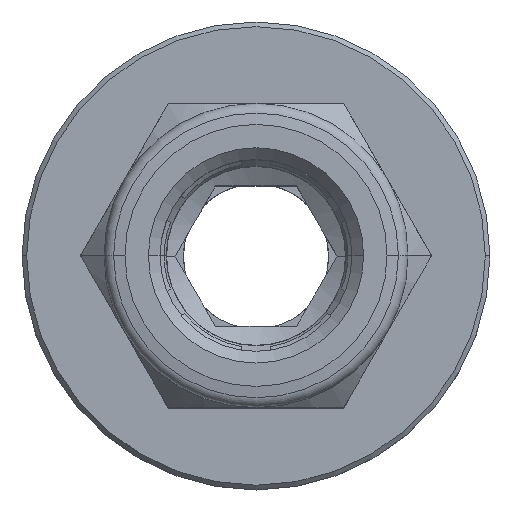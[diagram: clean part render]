
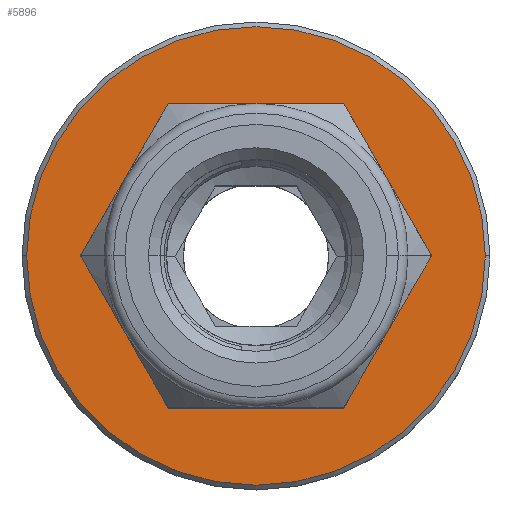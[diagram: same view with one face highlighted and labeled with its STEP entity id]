
A CAD part, top view. The second image highlights one B-rep face of the part: STEP entity #5896.
In plain terms, the highlighted planar face has unit normal (0, 0, 1).
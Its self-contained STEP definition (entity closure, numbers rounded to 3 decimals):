
#2925=CARTESIAN_POINT('',(-2.015,17.336,11.176));
#2926=VERTEX_POINT('',#2925);
#2935=CARTESIAN_POINT('',(7.785,27.136,11.176));
#2936=VERTEX_POINT('',#2935);
#2937=CARTESIAN_POINT('',(7.785,17.336,11.176));
#2938=DIRECTION('',(0.0,0.0,1.0));
#2939=DIRECTION('',(-1.,-0.001,0.0));
#2940=AXIS2_PLACEMENT_3D('',#2937,#2938,#2939);
#2941=CIRCLE('',#2940,9.8);
#2942=EDGE_CURVE('',#2936,#2926,#2941,.T.);
#2944=CARTESIAN_POINT('',(17.585,17.336,11.176));
#2945=VERTEX_POINT('',#2944);
#2946=CARTESIAN_POINT('',(7.785,17.336,11.176));
#2947=DIRECTION('',(0.0,0.0,1.0));
#2948=DIRECTION('',(-1.,-0.001,0.0));
#2949=AXIS2_PLACEMENT_3D('',#2946,#2947,#2948);
#2950=CIRCLE('',#2949,9.8);
#2951=EDGE_CURVE('',#2945,#2936,#2950,.T.);
#5450=CARTESIAN_POINT('',(15.291,17.336,11.176));
#5451=VERTEX_POINT('',#5450);
#5458=CARTESIAN_POINT('',(11.538,23.836,11.176));
#5459=VERTEX_POINT('',#5458);
#5460=CARTESIAN_POINT('',(15.291,17.336,11.176));
#5461=DIRECTION('',(-0.5,0.866,0.0));
#5462=VECTOR('',#5461,7.506);
#5463=LINE('',#5460,#5462);
#5464=EDGE_CURVE('',#5451,#5459,#5463,.T.);
#5496=CARTESIAN_POINT('',(4.033,23.836,11.176));
#5497=VERTEX_POINT('',#5496);
#5498=CARTESIAN_POINT('',(11.538,23.836,11.176));
#5499=DIRECTION('',(-1.0,0.0,0.));
#5500=VECTOR('',#5499,7.506);
#5501=LINE('',#5498,#5500);
#5502=EDGE_CURVE('',#5459,#5497,#5501,.T.);
#5548=CARTESIAN_POINT('',(0.28,17.336,11.176));
#5549=VERTEX_POINT('',#5548);
#5550=CARTESIAN_POINT('',(4.033,23.836,11.176));
#5551=DIRECTION('',(-0.5,-0.866,0.0));
#5552=VECTOR('',#5551,7.506);
#5553=LINE('',#5550,#5552);
#5554=EDGE_CURVE('',#5497,#5549,#5553,.T.);
#5599=CARTESIAN_POINT('',(4.033,10.836,11.176));
#5600=VERTEX_POINT('',#5599);
#5601=CARTESIAN_POINT('',(0.28,17.336,11.176));
#5602=DIRECTION('',(0.5,-0.866,0.0));
#5603=VECTOR('',#5602,7.506);
#5604=LINE('',#5601,#5603);
#5605=EDGE_CURVE('',#5549,#5600,#5604,.T.);
#5635=CARTESIAN_POINT('',(11.538,10.836,11.176));
#5636=VERTEX_POINT('',#5635);
#5637=CARTESIAN_POINT('',(4.033,10.836,11.176));
#5638=DIRECTION('',(1.0,0.0,0.));
#5639=VECTOR('',#5638,7.506);
#5640=LINE('',#5637,#5639);
#5641=EDGE_CURVE('',#5600,#5636,#5640,.T.);
#5686=CARTESIAN_POINT('',(11.538,10.836,11.176));
#5687=DIRECTION('',(0.5,0.866,0.0));
#5688=VECTOR('',#5687,7.506);
#5689=LINE('',#5686,#5688);
#5690=EDGE_CURVE('',#5636,#5451,#5689,.T.);
#5819=CARTESIAN_POINT('',(7.785,17.336,11.176));
#5820=DIRECTION('',(0.0,0.0,1.0));
#5821=DIRECTION('',(-1.,-0.001,0.0));
#5822=AXIS2_PLACEMENT_3D('',#5819,#5820,#5821);
#5823=CIRCLE('',#5822,9.8);
#5824=EDGE_CURVE('',#2926,#2945,#5823,.T.);
#5878=CARTESIAN_POINT('',(7.785,27.336,11.176));
#5879=DIRECTION('',(0.0,0.0,1.0));
#5880=DIRECTION('',(1.0,0.0,0.0));
#5881=AXIS2_PLACEMENT_3D('',#5878,#5879,#5880);
#5882=PLANE('',#5881);
#5883=ORIENTED_EDGE('',*,*,#2942,.T.);
#5884=ORIENTED_EDGE('',*,*,#5824,.T.);
#5885=ORIENTED_EDGE('',*,*,#2951,.T.);
#5886=EDGE_LOOP('',(#5883,#5884,#5885));
#5887=FACE_OUTER_BOUND('',#5886,.T.);
#5888=ORIENTED_EDGE('',*,*,#5605,.F.);
#5889=ORIENTED_EDGE('',*,*,#5554,.F.);
#5890=ORIENTED_EDGE('',*,*,#5502,.F.);
#5891=ORIENTED_EDGE('',*,*,#5464,.F.);
#5892=ORIENTED_EDGE('',*,*,#5690,.F.);
#5893=ORIENTED_EDGE('',*,*,#5641,.F.);
#5894=EDGE_LOOP('',(#5888,#5889,#5890,#5891,#5892,#5893));
#5895=FACE_BOUND('',#5894,.T.);
#5896=ADVANCED_FACE('',(#5887,#5895),#5882,.T.);
